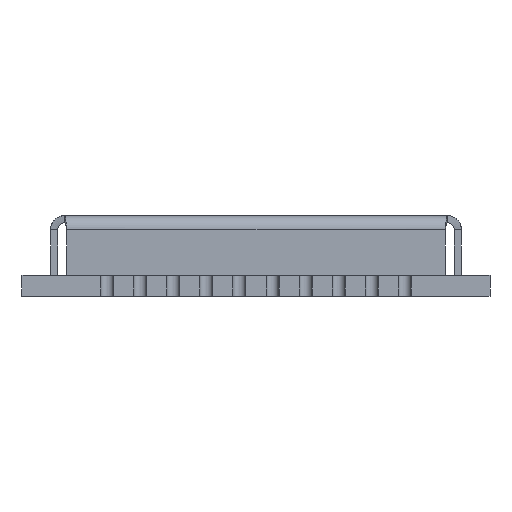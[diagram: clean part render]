
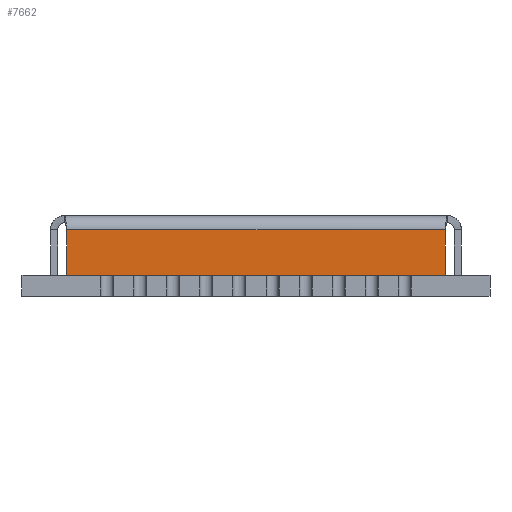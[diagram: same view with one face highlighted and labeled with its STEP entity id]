
A CAD part, front view. The second image highlights one B-rep face of the part: STEP entity #7662.
In plain terms, the highlighted planar face has unit normal (0, -1, 0).
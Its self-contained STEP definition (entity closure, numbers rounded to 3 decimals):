
#543=FACE_OUTER_BOUND('',#953,.T.);
#953=EDGE_LOOP('',(#5309,#5310,#5311,#5312));
#1468=LINE('',#12349,#2364);
#1472=LINE('',#12357,#2368);
#1473=LINE('',#12360,#2369);
#1474=LINE('',#12361,#2370);
#2364=VECTOR('',#8577,1.);
#2368=VECTOR('',#8585,1.);
#2369=VECTOR('',#8588,1.);
#2370=VECTOR('',#8589,1.);
#3323=VERTEX_POINT('',#11965);
#3326=VERTEX_POINT('',#12273);
#3328=VERTEX_POINT('',#12354);
#3329=VERTEX_POINT('',#12359);
#4124=EDGE_CURVE('',#3326,#3323,#1468,.T.);
#4128=EDGE_CURVE('',#3323,#3328,#1472,.T.);
#4129=EDGE_CURVE('',#3326,#3329,#1473,.T.);
#4130=EDGE_CURVE('',#3328,#3329,#1474,.T.);
#5309=ORIENTED_EDGE('',*,*,#4124,.F.);
#5310=ORIENTED_EDGE('',*,*,#4129,.T.);
#5311=ORIENTED_EDGE('',*,*,#4130,.F.);
#5312=ORIENTED_EDGE('',*,*,#4128,.F.);
#7398=PLANE('',#8068);
#7662=ADVANCED_FACE('',(#543),#7398,.F.);
#8068=AXIS2_PLACEMENT_3D('',#12358,#8586,#8587);
#8577=DIRECTION('',(1.,0.,0.));
#8585=DIRECTION('',(0.,0.,-1.));
#8586=DIRECTION('center_axis',(0.,1.,0.));
#8587=DIRECTION('ref_axis',(0.,0.,1.));
#8588=DIRECTION('',(0.,0.,-1.));
#8589=DIRECTION('',(-1.,0.,0.));
#11965=CARTESIAN_POINT('',(7.276,-11.7,2.56));
#12273=CARTESIAN_POINT('',(-7.276,-11.7,2.56));
#12349=CARTESIAN_POINT('',(-7.276,-11.7,2.56));
#12354=CARTESIAN_POINT('',(7.276,-11.7,0.8));
#12357=CARTESIAN_POINT('',(7.276,-11.7,2.56));
#12358=CARTESIAN_POINT('Origin',(0.,-11.7,0.));
#12359=CARTESIAN_POINT('',(-7.276,-11.7,0.8));
#12360=CARTESIAN_POINT('',(-7.276,-11.7,2.56));
#12361=CARTESIAN_POINT('',(7.276,-11.7,0.8));
